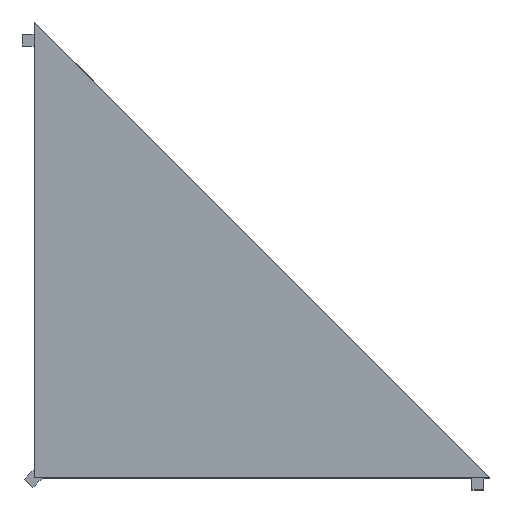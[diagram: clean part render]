
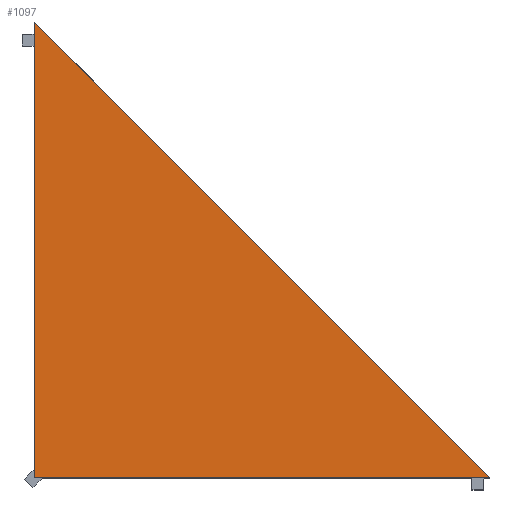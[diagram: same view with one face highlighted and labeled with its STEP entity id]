
A CAD part, top view. The second image highlights one B-rep face of the part: STEP entity #1097.
In plain terms, the highlighted planar face has unit normal (0, 0, 1).
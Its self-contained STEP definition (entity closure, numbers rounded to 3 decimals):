
#71 = ORIENTED_EDGE ( 'NONE', *, *, #1553, .T. ) ;
#211 = CARTESIAN_POINT ( 'NONE',  ( 76., 0., 0. ) ) ;
#237 = DIRECTION ( 'NONE',  ( -0.707, 0.707, 0. ) ) ;
#290 = VERTEX_POINT ( 'NONE', #542 ) ;
#428 = ORIENTED_EDGE ( 'NONE', *, *, #1118, .T. ) ;
#470 = EDGE_CURVE ( 'NONE', #290, #1166, #1176, .T. ) ;
#476 = DIRECTION ( 'NONE',  ( 0., -1., 0. ) ) ;
#542 = CARTESIAN_POINT ( 'NONE',  ( 0., 0., 0. ) ) ;
#610 = DIRECTION ( 'NONE',  ( 1., 0., 0. ) ) ;
#655 = LINE ( 'NONE', #1062, #1529 ) ;
#687 = AXIS2_PLACEMENT_3D ( 'NONE', #1214, #1759, #610 ) ;
#740 = CARTESIAN_POINT ( 'NONE',  ( 0., 0., 0. ) ) ;
#863 = CARTESIAN_POINT ( 'NONE',  ( 0., 76., 0. ) ) ;
#869 = VECTOR ( 'NONE', #1165, 1000. ) ;
#941 = EDGE_LOOP ( 'NONE', ( #71, #428, #1635 ) ) ;
#950 = VERTEX_POINT ( 'NONE', #863 ) ;
#1062 = CARTESIAN_POINT ( 'NONE',  ( 76., 0., 0. ) ) ;
#1088 = PLANE ( 'NONE',  #687 ) ;
#1097 = ADVANCED_FACE ( 'NONE', ( #1797 ), #1088, .T. ) ;
#1118 = EDGE_CURVE ( 'NONE', #950, #290, #1356, .T. ) ;
#1165 = DIRECTION ( 'NONE',  ( 1., 0., 0. ) ) ;
#1166 = VERTEX_POINT ( 'NONE', #211 ) ;
#1176 = LINE ( 'NONE', #740, #869 ) ;
#1214 = CARTESIAN_POINT ( 'NONE',  ( 0., 76., 0. ) ) ;
#1356 = LINE ( 'NONE', #1769, #1799 ) ;
#1529 = VECTOR ( 'NONE', #237, 1000. ) ;
#1553 = EDGE_CURVE ( 'NONE', #1166, #950, #655, .T. ) ;
#1635 = ORIENTED_EDGE ( 'NONE', *, *, #470, .T. ) ;
#1759 = DIRECTION ( 'NONE',  ( 0., 0., 1. ) ) ;
#1769 = CARTESIAN_POINT ( 'NONE',  ( 0., 76., 0. ) ) ;
#1797 = FACE_OUTER_BOUND ( 'NONE', #941, .T. ) ;
#1799 = VECTOR ( 'NONE', #476, 1000. ) ;
